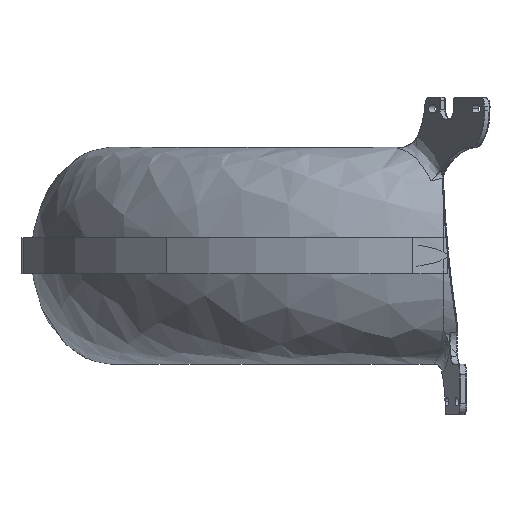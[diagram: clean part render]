
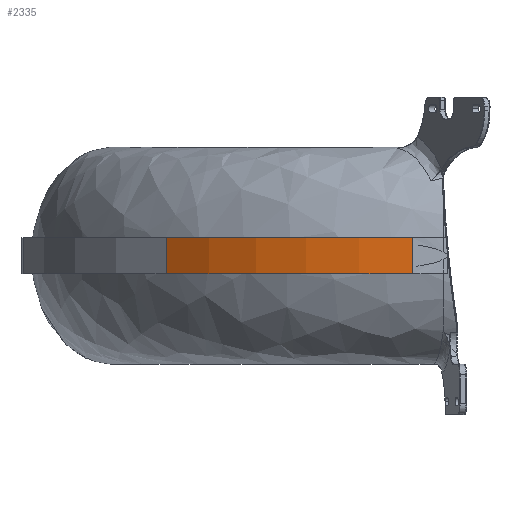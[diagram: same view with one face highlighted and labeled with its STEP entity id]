
A CAD part, left-side view. The second image highlights one B-rep face of the part: STEP entity #2335.
In plain terms, the highlighted cylindrical face has radius 206.559 mm (diameter 413.119 mm), a partial arc.
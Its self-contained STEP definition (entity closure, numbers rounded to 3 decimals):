
#242 = VERTEX_POINT ( 'NONE', #3912 ) ;
#245 = EDGE_CURVE ( 'NONE', #242, #246, #3910, .T. ) ;
#246 = VERTEX_POINT ( 'NONE', #3906 ) ;
#2335 = ADVANCED_FACE ( 'NONE', ( #7057 ), #7056, .T. ) ;
#2336 = EDGE_LOOP ( 'NONE', ( #2337, #2338, #2341, #2344 ) ) ;
#2337 = ORIENTED_EDGE ( 'NONE', *, *, #245, .F. ) ;
#2338 = ORIENTED_EDGE ( 'NONE', *, *, #2339, .F. ) ;
#2339 = EDGE_CURVE ( 'NONE', #2340, #242, #7051, .T. ) ;
#2340 = VERTEX_POINT ( 'NONE', #7046 ) ;
#2341 = ORIENTED_EDGE ( 'NONE', *, *, #2342, .T. ) ;
#2342 = EDGE_CURVE ( 'NONE', #2340, #2343, #7045, .T. ) ;
#2343 = VERTEX_POINT ( 'NONE', #7041 ) ;
#2344 = ORIENTED_EDGE ( 'NONE', *, *, #2345, .T. ) ;
#2345 = EDGE_CURVE ( 'NONE', #2343, #246, #7100, .T. ) ;
#3906 = CARTESIAN_POINT ( 'NONE',  ( -241.917, 16.943, -10. ) ) ;
#3907 = DIRECTION ( 'NONE',  ( 0., 0., -1. ) ) ;
#3908 = VECTOR ( 'NONE', #3907, 1000. ) ;
#3909 = CARTESIAN_POINT ( 'NONE',  ( -241.917, 16.943, 10. ) ) ;
#3910 = LINE ( 'NONE', #3909, #3908 ) ;
#3912 = CARTESIAN_POINT ( 'NONE',  ( -241.917, 16.943, 10. ) ) ;
#7041 = CARTESIAN_POINT ( 'NONE',  ( -190.576, 153.228, -10. ) ) ;
#7042 = DIRECTION ( 'NONE',  ( 0., 0., -1. ) ) ;
#7043 = VECTOR ( 'NONE', #7042, 1000. ) ;
#7044 = CARTESIAN_POINT ( 'NONE',  ( -190.576, 153.228, 10. ) ) ;
#7045 = LINE ( 'NONE', #7044, #7043 ) ;
#7046 = CARTESIAN_POINT ( 'NONE',  ( -190.576, 153.228, 10. ) ) ;
#7047 = DIRECTION ( 'NONE',  ( -1., 0., 0. ) ) ;
#7048 = DIRECTION ( 'NONE',  ( 0., 0., 1. ) ) ;
#7049 = CARTESIAN_POINT ( 'NONE',  ( -35.357, 16.943, 10. ) ) ;
#7050 = AXIS2_PLACEMENT_3D ( 'NONE', #7049, #7048, #7047 ) ;
#7051 = CIRCLE ( 'NONE', #7050, 206.559 ) ;
#7052 = DIRECTION ( 'NONE',  ( -1., 0., 0. ) ) ;
#7053 = DIRECTION ( 'NONE',  ( 0., 0., -1. ) ) ;
#7054 = CARTESIAN_POINT ( 'NONE',  ( -35.357, 16.943, 10. ) ) ;
#7055 = AXIS2_PLACEMENT_3D ( 'NONE', #7054, #7053, #7052 ) ;
#7056 = CYLINDRICAL_SURFACE ( 'NONE', #7055, 206.559 ) ;
#7057 = FACE_OUTER_BOUND ( 'NONE', #2336, .T. ) ;
#7096 = DIRECTION ( 'NONE',  ( -1., 0., 0. ) ) ;
#7097 = DIRECTION ( 'NONE',  ( 0., 0., 1. ) ) ;
#7098 = CARTESIAN_POINT ( 'NONE',  ( -35.357, 16.943, -10. ) ) ;
#7099 = AXIS2_PLACEMENT_3D ( 'NONE', #7098, #7097, #7096 ) ;
#7100 = CIRCLE ( 'NONE', #7099, 206.559 ) ;
